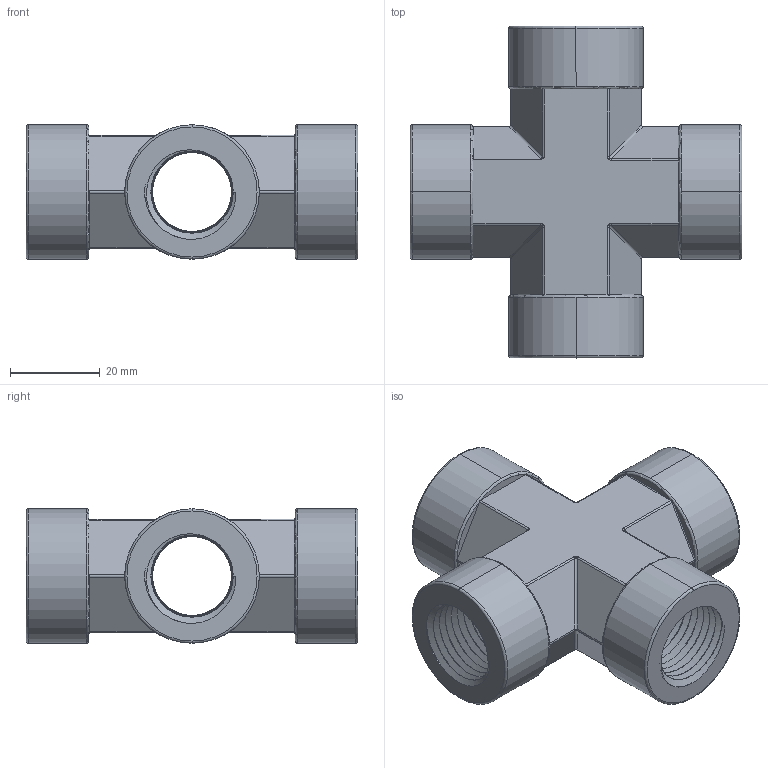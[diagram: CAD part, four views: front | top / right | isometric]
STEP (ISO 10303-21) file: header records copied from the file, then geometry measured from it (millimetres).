
FILE_DESCRIPTION((''),'2;1');
FILE_NAME('001_H-SXA_MASTER','2025-07-08T08:16:31',('Administrator'),(''),'CREO PARAMETRIC BY PTC INC, 2020414','CREO PARAMETRIC BY PTC INC, 2020414','');
FILE_SCHEMA(('AUTOMOTIVE_DESIGN { 1 0 10303 214 1 1 1 1 }'));
Length unit declared in the file: millimetre
Products named in the file (1): 001_H-SXA_MASTER
Bounding box: 74 x 74 x 30 mm (x, y, z)
Volume: 40638.2 mm3; surface area: 22694.4 mm2
Topology: 1 solids, 1 shells, 347 faces, 861 edges, 540 vertices
Faces by surface type: plane 106, bspline 99, cylinder 70, cone 56, torus 16
Entity records: 37982 total; most frequent: CARTESIAN_POINT 28016, ORIENTED_EDGE 1696, DIRECTION 1183, PRESENTATION_STYLE_ASSIGNMENT 863, STYLED_ITEM 863, CURVE_STYLE 862, EDGE_CURVE 848, VERTEX_POINT 513
